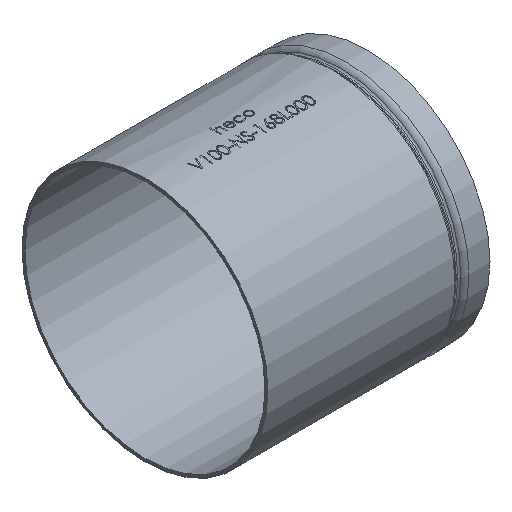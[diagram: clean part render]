
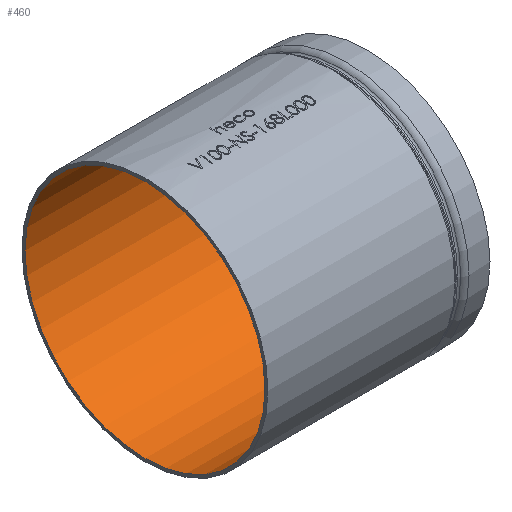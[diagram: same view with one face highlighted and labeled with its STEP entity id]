
A CAD part, isometric view. The second image highlights one B-rep face of the part: STEP entity #460.
In plain terms, the highlighted cylindrical face has radius 82.106 mm (diameter 164.211 mm), a full revolution.
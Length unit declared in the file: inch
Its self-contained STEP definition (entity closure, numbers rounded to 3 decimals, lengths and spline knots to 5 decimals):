
#460 = ADVANCED_FACE ( 'NONE', ( #2355, #9338 ), #5347, .F. ) ;
#751 = AXIS2_PLACEMENT_3D ( 'NONE', #4341, #13233, #6867 ) ;
#1465 = VERTEX_POINT ( 'NONE', #8941 ) ;
#1973 = CARTESIAN_POINT ( 'NONE',  ( 2.51469, 0., 0. ) ) ;
#2345 = DIRECTION ( 'NONE',  ( 1., 0., 0. ) ) ;
#2355 = FACE_OUTER_BOUND ( 'NONE', #14844, .T. ) ;
#3768 = CIRCLE ( 'NONE', #9325, 3.2325 ) ;
#3946 = AXIS2_PLACEMENT_3D ( 'NONE', #1973, #12056, #14682 ) ;
#4187 = ORIENTED_EDGE ( 'NONE', *, *, #8718, .F. ) ;
#4341 = CARTESIAN_POINT ( 'NONE',  ( 4.99815, 0., 0. ) ) ;
#4947 = EDGE_LOOP ( 'NONE', ( #4187 ) ) ;
#5253 = CARTESIAN_POINT ( 'NONE',  ( 0., 0., -3.2325 ) ) ;
#5347 = CYLINDRICAL_SURFACE ( 'NONE', #3946, 3.2325 ) ;
#5662 = VERTEX_POINT ( 'NONE', #5253 ) ;
#6867 = DIRECTION ( 'NONE',  ( 0., -1., 0. ) ) ;
#8102 = EDGE_CURVE ( 'NONE', #5662, #5662, #3768, .T. ) ;
#8651 = DIRECTION ( 'NONE',  ( 0., 0., -1. ) ) ;
#8718 = EDGE_CURVE ( 'NONE', #1465, #1465, #16370, .T. ) ;
#8941 = CARTESIAN_POINT ( 'NONE',  ( 4.99815, -3.2325, 0. ) ) ;
#9325 = AXIS2_PLACEMENT_3D ( 'NONE', #12636, #2345, #8651 ) ;
#9338 = FACE_OUTER_BOUND ( 'NONE', #4947, .T. ) ;
#10259 = ORIENTED_EDGE ( 'NONE', *, *, #8102, .F. ) ;
#12056 = DIRECTION ( 'NONE',  ( 1., 0., 0. ) ) ;
#12636 = CARTESIAN_POINT ( 'NONE',  ( 0., 0., 0. ) ) ;
#13233 = DIRECTION ( 'NONE',  ( -1., 0., 0. ) ) ;
#14682 = DIRECTION ( 'NONE',  ( 0., 1., 0. ) ) ;
#14844 = EDGE_LOOP ( 'NONE', ( #10259 ) ) ;
#16370 = CIRCLE ( 'NONE', #751, 3.2325 ) ;
